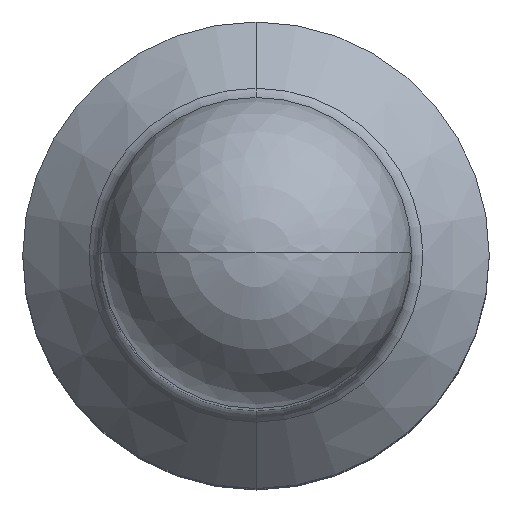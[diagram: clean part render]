
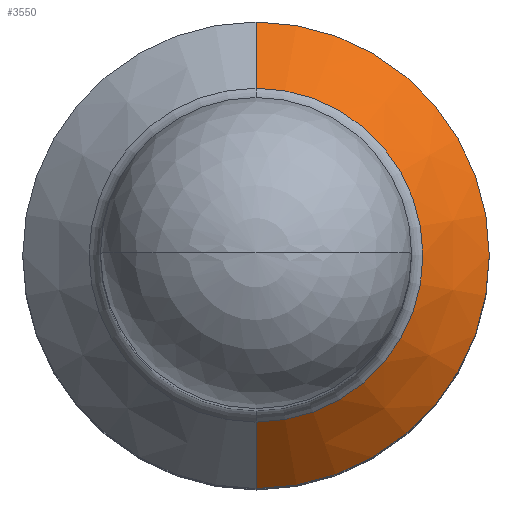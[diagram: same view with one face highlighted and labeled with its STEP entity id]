
A CAD part, top view. The second image highlights one B-rep face of the part: STEP entity #3550.
In plain terms, the highlighted conical face has half-angle 45 degrees and reference radius 3 mm.
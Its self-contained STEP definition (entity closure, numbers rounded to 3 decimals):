
#2870=CARTESIAN_POINT('',(51.312,43.825,65.74));
#2880=VERTEX_POINT('',#2870);
#3100=CARTESIAN_POINT('',(51.312,49.825,65.74));
#3110=VERTEX_POINT('',#3100);
#3140=CARTESIAN_POINT('',(51.312,46.825,65.74));
#3150=DIRECTION('',(0.,0.,1.));
#3160=DIRECTION('',(0.,1.,0.));
#3170=AXIS2_PLACEMENT_3D('',#3140,#3150,#3160);
#3180=CIRCLE('',#3170,3.);
#3190=EDGE_CURVE('',#2880,#3110,#3180,.T.);
#3240=CARTESIAN_POINT('',(51.312,46.825,65.74));
#3250=DIRECTION('',(0.,0.,1.));
#3260=DIRECTION('',(0.,-1.,0.));
#3270=AXIS2_PLACEMENT_3D('',#3240,#3250,#3260);
#3280=CONICAL_SURFACE('',#3270,3.,0.785);
#3290=CARTESIAN_POINT('',(51.312,43.825,65.74));
#3300=DIRECTION('',(0.,-0.707,0.707));
#3310=VECTOR('',#3300,4.243);
#3320=LINE('',#3290,#3310);
#3330=CARTESIAN_POINT('',(51.312,44.679,64.886));
#3340=VERTEX_POINT('',#3330);
#3350=EDGE_CURVE('',#3340,#2880,#3320,.T.);
#3360=ORIENTED_EDGE('',*,*,#3350,.F.);
#3370=ORIENTED_EDGE('',*,*,#3190,.F.);
#3380=CARTESIAN_POINT('',(51.312,49.825,65.74));
#3390=DIRECTION('',(0.,0.707,0.707));
#3400=VECTOR('',#3390,4.243);
#3410=LINE('',#3380,#3400);
#3420=CARTESIAN_POINT('',(51.312,48.972,64.886));
#3430=VERTEX_POINT('',#3420);
#3440=EDGE_CURVE('',#3430,#3110,#3410,.T.);
#3450=ORIENTED_EDGE('',*,*,#3440,.T.);
#3460=CARTESIAN_POINT('',(51.312,46.825,64.886));
#3470=DIRECTION('',(0.,0.,1.));
#3480=DIRECTION('',(0.,1.,0.));
#3490=AXIS2_PLACEMENT_3D('',#3460,#3470,#3480);
#3500=CIRCLE('',#3490,2.146);
#3510=EDGE_CURVE('',#3340,#3430,#3500,.T.);
#3520=ORIENTED_EDGE('',*,*,#3510,.T.);
#3530=EDGE_LOOP('',(#3520,#3450,#3370,#3360));
#3540=FACE_OUTER_BOUND('',#3530,.T.);
#3550=ADVANCED_FACE('',(#3540),#3280,.T.);
